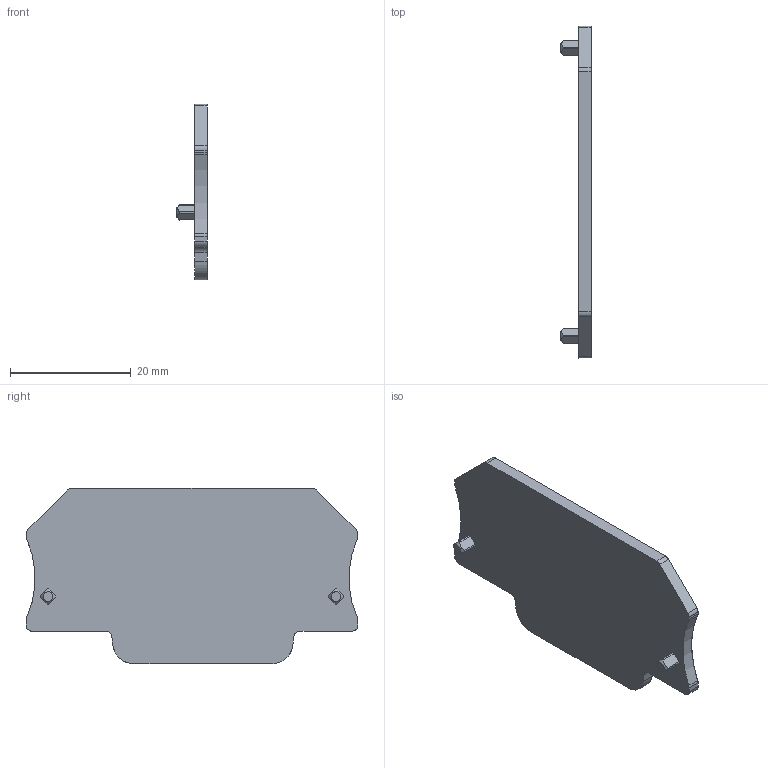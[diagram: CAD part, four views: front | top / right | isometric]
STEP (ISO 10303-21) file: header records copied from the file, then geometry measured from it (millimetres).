
FILE_DESCRIPTION(('CATIA V5 STEP Exchange','CAx-IF Rec.Pracs.--- Model Styling and Organization---1.4--- 2014-01-23'),'2;1');
FILE_NAME ('1434273-1_2', '2023-09-26T07:29:55+00:00', ('none'), ('Weidmueller'), 'CATIA Version 5-6 Release 2016 SP3 HF44', 'CATIA V5 STEP AP214', 'none');
FILE_SCHEMA(('AUTOMOTIVE_DESIGN { 1 0 10303 214 1 1 1 1 }'));
Length unit declared in the file: millimetre
Products named in the file (1): 2871760000
Bounding box: 5.1 x 55 x 29.1 mm (x, y, z)
Volume: 2922 mm3; surface area: 3130 mm2
Topology: 1 solids, 1 shells, 68 faces, 188 edges, 124 vertices
Faces by surface type: plane 24, cylinder 24, extrusion 16, cone 4
Entity records: 2331 total; most frequent: CARTESIAN_POINT 651, ORIENTED_EDGE 376, DIRECTION 264, EDGE_CURVE 188, VECTOR 124, VERTEX_POINT 124, LINE 108, AXIS2_PLACEMENT_3D 93
